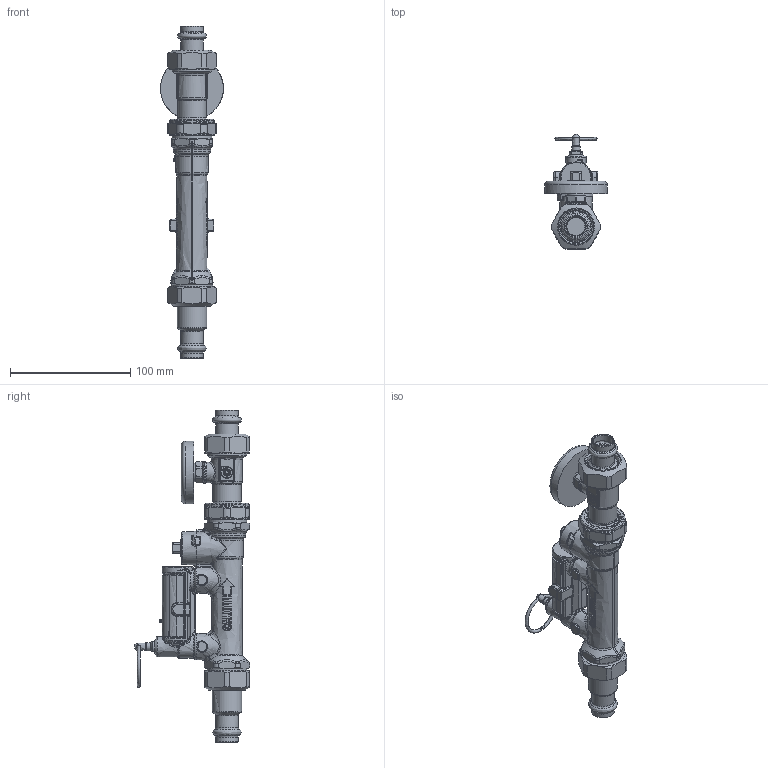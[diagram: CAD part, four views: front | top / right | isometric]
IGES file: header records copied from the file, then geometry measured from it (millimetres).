
Global section: file name: 132437AFC; native system: Autodesk Inventor 2025; preprocessor: unknown; author: ischreiner; date: 20250715.121952; units: centimetre
Bounding box: 52.29 x 95.91 x 276.25 mm (x, y, z)
Volume: 251471.5 mm3; surface area: 75923.3 mm2
Topology: 12 solids, 14 shells, 2314 faces, 5499 edges, 3120 vertices
Faces by surface type: bspline 2314
